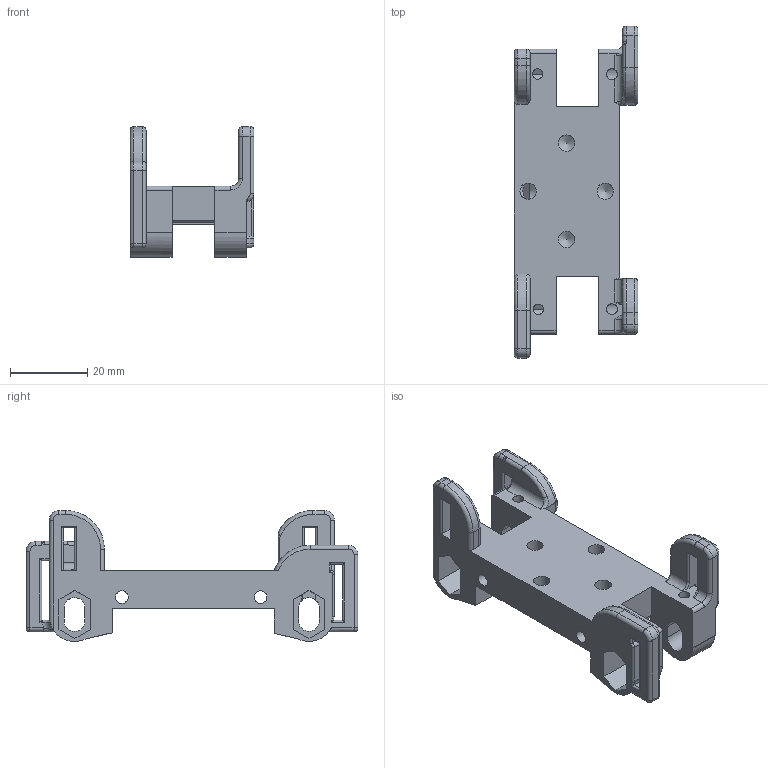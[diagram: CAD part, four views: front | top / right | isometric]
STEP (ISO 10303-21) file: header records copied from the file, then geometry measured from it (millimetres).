
FILE_DESCRIPTION(/* description */ (''),/* implementation_level */ '2;1');
FILE_NAME(/* name */ 'tronxy eva top.step',/* time_stamp */ '2022-11-26T08:41:10-06:00',/* author */ (''),/* organization */ (''),/* preprocessor_version */ 'ST-DEVELOPER v19.2',/* originating_system */ 'Autodesk Translation Framework v11.17.0.187',/* authorisation */ '');
FILE_SCHEMA (('AUTOMOTIVE_DESIGN { 1 0 10303 214 3 1 1 }'));
Length unit declared in the file: millimetre
Products named in the file (1): tronxy eva top
Bounding box: 32.13 x 86.12 x 33.95 mm (x, y, z)
Volume: 21762 mm3; surface area: 11856.7 mm2
Topology: 1 solids, 4 shells, 270 faces, 728 edges, 457 vertices
Faces by surface type: cylinder 109, plane 104, torus 28, bspline 20, cone 5, sphere 4
Full cylindrical faces by diameter (mm): 2.7 x2, 2.85 x2, 3 x2, 3.3 x2, 4.25 x4
Entity records: 9245 total; most frequent: CARTESIAN_POINT 2407, ORIENTED_EDGE 1446, DIRECTION 1408, EDGE_CURVE 723, AXIS2_PLACEMENT_3D 497, VERTEX_POINT 457, LINE 414, VECTOR 414
